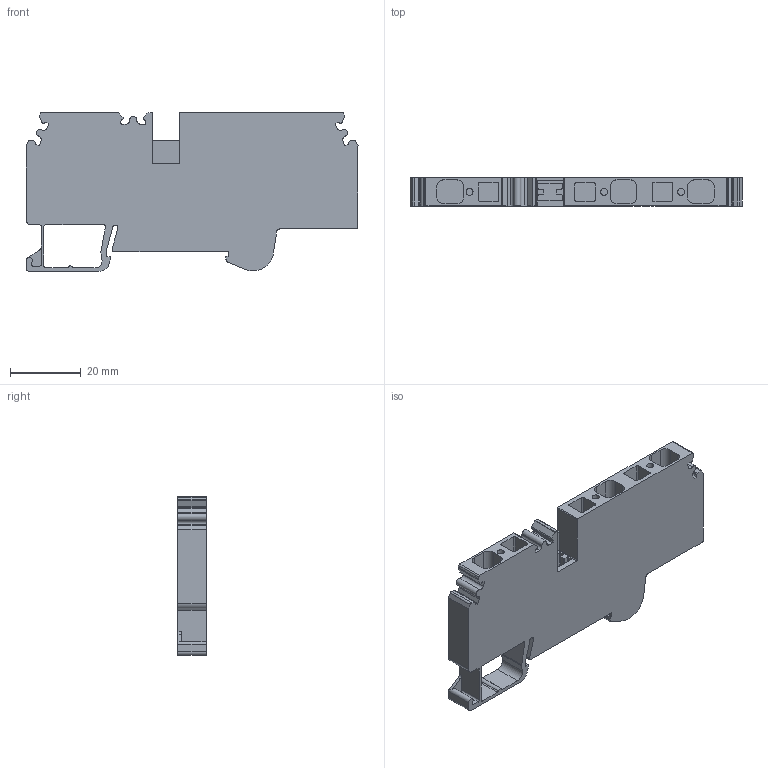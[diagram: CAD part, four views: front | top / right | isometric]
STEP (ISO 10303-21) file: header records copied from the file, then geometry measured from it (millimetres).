
FILE_DESCRIPTION( ( 'Unknown' ), '1' );
FILE_NAME( 'CSC6T1x2.stp', 'Unknown', ( 'Unknown' ), ( 'Unknown' ), 'PSStep 14.0', 'Unknown', ' ' );
FILE_SCHEMA( ( 'AUTOMOTIVE_DESIGN { 1 0 10303 214 1 1 1 1 }' ) );
Length unit declared in the file: millimetre
Products named in the file (1): 1
Bounding box: 94 x 8 x 45 mm (x, y, z)
Volume: 23962.2 mm3; surface area: 11532.3 mm2
Topology: 1 solids, 1 shells, 228 faces, 648 edges, 432 vertices
Faces by surface type: plane 122, cylinder 106
Full cylindrical faces by diameter (mm): 1.993 x3
Entity records: 9294 total; most frequent: DIRECTION 1316, CARTESIAN_POINT 1306, ORIENTED_EDGE 1290, EDGE_CURVE 645, AXIS2_PLACEMENT_3D 442, VERTEX_POINT 432, LINE 432, VECTOR 432
